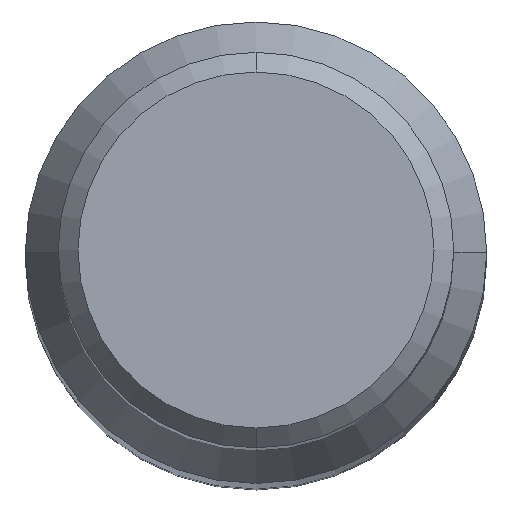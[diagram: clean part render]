
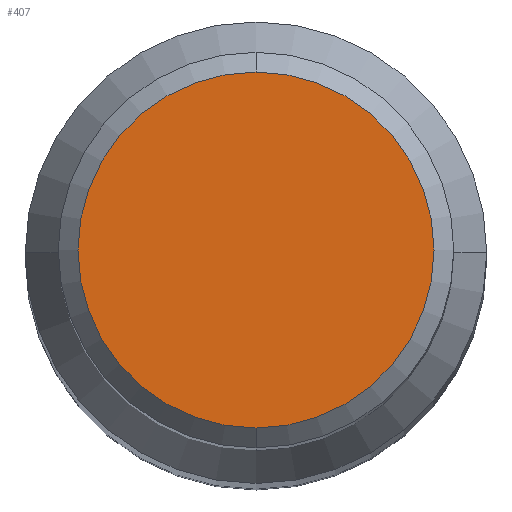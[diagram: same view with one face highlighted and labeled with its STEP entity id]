
A CAD part, top view. The second image highlights one B-rep face of the part: STEP entity #407.
In plain terms, the highlighted planar face has unit normal (0, 0, 1).
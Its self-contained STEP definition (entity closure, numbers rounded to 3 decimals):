
#371=EDGE_CURVE('',#531,#451,#751,.T.);
#377=EDGE_CURVE('',#451,#531,#758,.T.);
#407=ADVANCED_FACE('',(#791),#792,.T.);
#451=VERTEX_POINT('',#842);
#531=VERTEX_POINT('',#929);
#751=CIRCLE('',#1395,5.4);
#758=CIRCLE('',#1404,5.4);
#791=FACE_OUTER_BOUND('',#1442,.T.);
#792=PLANE('',#1443);
#842=CARTESIAN_POINT('',(0.,-5.4,0.0));
#929=CARTESIAN_POINT('',(0.0,5.4,0.0));
#1395=AXIS2_PLACEMENT_3D('',#1964,#1965,#1966);
#1404=AXIS2_PLACEMENT_3D('',#1978,#1979,#1980);
#1442=EDGE_LOOP('',(#2025,#2026));
#1443=AXIS2_PLACEMENT_3D('',#2027,#2028,#2029);
#1964=CARTESIAN_POINT('',(0.0,0.0,0.0));
#1965=DIRECTION('',(0.0,0.0,-1.0));
#1966=DIRECTION('',(0.0,1.0,0.0));
#1978=CARTESIAN_POINT('',(0.0,0.0,0.0));
#1979=DIRECTION('',(0.0,0.0,-1.0));
#1980=DIRECTION('',(0.0,1.0,0.0));
#2025=ORIENTED_EDGE('',*,*,#371,.F.);
#2026=ORIENTED_EDGE('',*,*,#377,.F.);
#2027=CARTESIAN_POINT('',(0.0,2.7,0.0));
#2028=DIRECTION('',(-0.0,0.0,1.0));
#2029=DIRECTION('',(0.0,-1.0,0.0));
